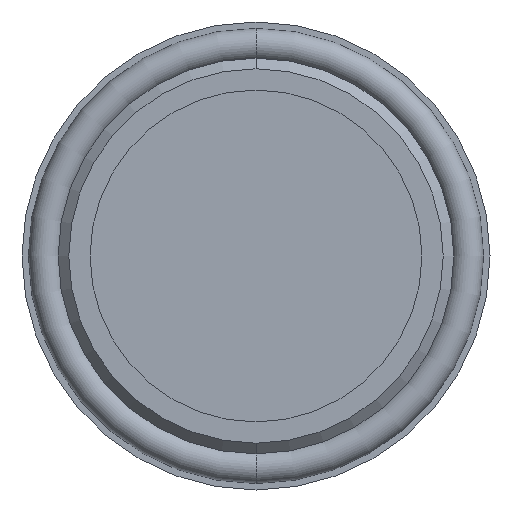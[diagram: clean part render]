
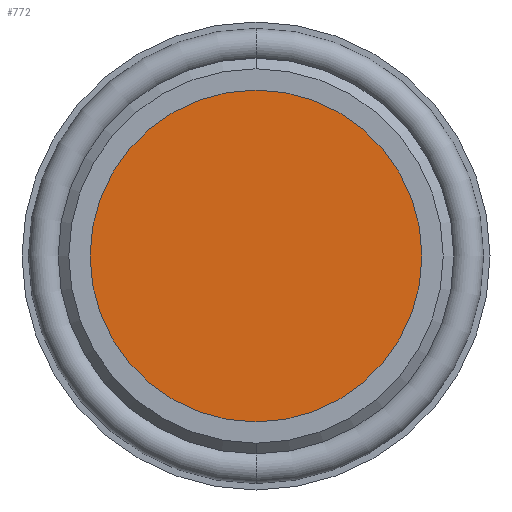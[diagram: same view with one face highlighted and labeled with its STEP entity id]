
A CAD part, front view. The second image highlights one B-rep face of the part: STEP entity #772.
In plain terms, the highlighted planar face has unit normal (0, -1, 0).
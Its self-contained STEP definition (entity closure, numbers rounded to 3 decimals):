
#25 = AXIS2_PLACEMENT_3D ( 'NONE', #403, #402, #401 ) ;
#48 = AXIS2_PLACEMENT_3D ( 'NONE', #207, #206, #205 ) ;
#52 = FACE_OUTER_BOUND ( 'NONE', #592, .T. ) ;
#119 = AXIS2_PLACEMENT_3D ( 'NONE', #307, #306, #305 ) ;
#205 = DIRECTION ( 'NONE',  ( 0., 0., -1. ) ) ;
#206 = DIRECTION ( 'NONE',  ( 0., -1., 0. ) ) ;
#207 = CARTESIAN_POINT ( 'NONE',  ( -7.8, -1.5, 0. ) ) ;
#208 = PLANE ( 'NONE',  #48 ) ;
#305 = DIRECTION ( 'NONE',  ( 0., 0., 1. ) ) ;
#306 = DIRECTION ( 'NONE',  ( 0., 1., 0. ) ) ;
#307 = CARTESIAN_POINT ( 'NONE',  ( 0., -1.5, 0. ) ) ;
#401 = DIRECTION ( 'NONE',  ( 0., 0., 1. ) ) ;
#402 = DIRECTION ( 'NONE',  ( 0., 1., 0. ) ) ;
#403 = CARTESIAN_POINT ( 'NONE',  ( 0., -1.5, 0. ) ) ;
#454 = CARTESIAN_POINT ( 'NONE',  ( 0., -1.5, 7.8 ) ) ;
#455 = CARTESIAN_POINT ( 'NONE',  ( 0., -1.5, -7.8 ) ) ;
#534 = ORIENTED_EDGE ( 'NONE', *, *, #741, .F. ) ;
#536 = ORIENTED_EDGE ( 'NONE', *, *, #709, .F. ) ;
#592 = EDGE_LOOP ( 'NONE', ( #534, #536 ) ) ;
#606 = VERTEX_POINT ( 'NONE', #455 ) ;
#607 = VERTEX_POINT ( 'NONE', #454 ) ;
#674 = CIRCLE ( 'NONE', #119, 7.8 ) ;
#696 = CIRCLE ( 'NONE', #25, 7.8 ) ;
#709 = EDGE_CURVE ( 'NONE', #606, #607, #696, .T. ) ;
#741 = EDGE_CURVE ( 'NONE', #607, #606, #674, .T. ) ;
#772 = ADVANCED_FACE ( 'NONE', ( #52 ), #208, .T. ) ;
